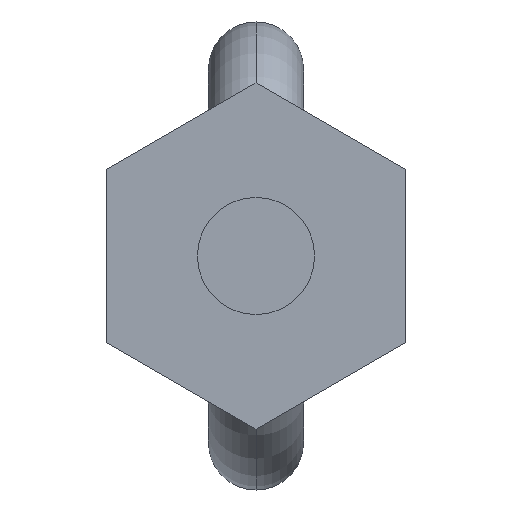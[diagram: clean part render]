
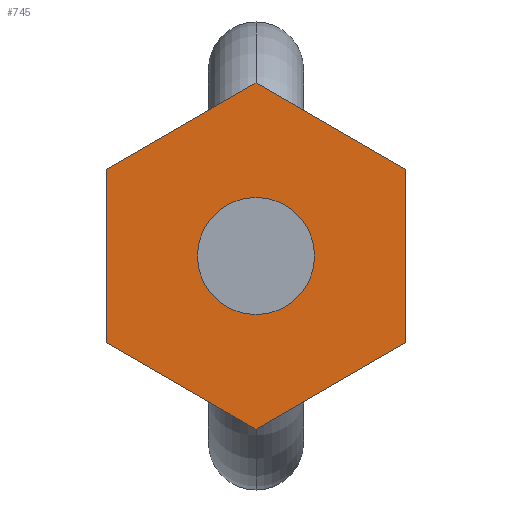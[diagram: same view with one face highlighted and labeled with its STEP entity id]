
A CAD part, front view. The second image highlights one B-rep face of the part: STEP entity #745.
In plain terms, the highlighted planar face has unit normal (0, -1, 0).
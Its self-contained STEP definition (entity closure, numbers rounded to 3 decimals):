
#67=DIRECTION('',(0.866,0.,-0.5));
#68=VECTOR('',#67,23.671);
#69=CARTESIAN_POINT('',(0.,-49.5,23.671));
#70=LINE('',#69,#68);
#71=DIRECTION('',(0.,0.,-1.));
#72=VECTOR('',#71,23.671);
#73=CARTESIAN_POINT('',(20.5,-49.5,11.836));
#74=LINE('',#73,#72);
#75=DIRECTION('',(-0.866,0.,-0.5));
#76=VECTOR('',#75,23.671);
#77=CARTESIAN_POINT('',(20.5,-49.5,-11.836));
#78=LINE('',#77,#76);
#79=DIRECTION('',(-0.866,0.,0.5));
#80=VECTOR('',#79,23.671);
#81=CARTESIAN_POINT('',(0.,-49.5,-23.671));
#82=LINE('',#81,#80);
#83=DIRECTION('',(0.,0.,1.));
#84=VECTOR('',#83,23.671);
#85=CARTESIAN_POINT('',(-20.5,-49.5,-11.836));
#86=LINE('',#85,#84);
#87=DIRECTION('',(0.866,0.,0.5));
#88=VECTOR('',#87,23.671);
#89=CARTESIAN_POINT('',(-20.5,-49.5,11.836));
#90=LINE('',#89,#88);
#91=CARTESIAN_POINT('',(0.,-49.5,0.));
#92=DIRECTION('',(0.,-1.,0.));
#93=DIRECTION('',(1.,0.,0.));
#94=AXIS2_PLACEMENT_3D('',#91,#92,#93);
#96=CARTESIAN_POINT('',(0.,-49.5,0.));
#97=DIRECTION('',(0.,-1.,0.));
#98=DIRECTION('',(-1.,0.,0.));
#99=AXIS2_PLACEMENT_3D('',#96,#97,#98);
#577=CARTESIAN_POINT('',(0.,-49.5,23.671));
#578=CARTESIAN_POINT('',(20.5,-49.5,11.836));
#579=VERTEX_POINT('',#577);
#580=VERTEX_POINT('',#578);
#581=CARTESIAN_POINT('',(20.5,-49.5,-11.836));
#582=VERTEX_POINT('',#581);
#583=CARTESIAN_POINT('',(0.,-49.5,-23.671));
#584=VERTEX_POINT('',#583);
#585=CARTESIAN_POINT('',(-20.5,-49.5,-11.836));
#586=VERTEX_POINT('',#585);
#587=CARTESIAN_POINT('',(-20.5,-49.5,11.836));
#588=VERTEX_POINT('',#587);
#597=CARTESIAN_POINT('',(8.,-49.5,0.));
#598=CARTESIAN_POINT('',(-8.,-49.5,0.));
#599=VERTEX_POINT('',#597);
#600=VERTEX_POINT('',#598);
#726=CARTESIAN_POINT('',(0.,-49.5,0.));
#727=DIRECTION('',(0.,1.,0.));
#728=DIRECTION('',(0.,0.,-1.));
#729=AXIS2_PLACEMENT_3D('',#726,#727,#728);
#730=PLANE('',#729);
#731=ORIENTED_EDGE('',*,*,#650,.T.);
#732=ORIENTED_EDGE('',*,*,#665,.T.);
#733=ORIENTED_EDGE('',*,*,#679,.T.);
#734=ORIENTED_EDGE('',*,*,#693,.T.);
#735=ORIENTED_EDGE('',*,*,#707,.T.);
#736=ORIENTED_EDGE('',*,*,#720,.T.);
#737=EDGE_LOOP('',(#731,#732,#733,#734,#735,#736));
#738=FACE_OUTER_BOUND('',#737,.F.);
#740=ORIENTED_EDGE('',*,*,#739,.T.);
#742=ORIENTED_EDGE('',*,*,#741,.T.);
#743=EDGE_LOOP('',(#740,#742));
#744=FACE_BOUND('',#743,.F.);
#745=ADVANCED_FACE('',(#738,#744),#730,.F.);
#95=CIRCLE('',#94,8.);
#100=CIRCLE('',#99,8.);
#650=EDGE_CURVE('',#579,#580,#70,.T.);
#665=EDGE_CURVE('',#580,#582,#74,.T.);
#679=EDGE_CURVE('',#582,#584,#78,.T.);
#693=EDGE_CURVE('',#584,#586,#82,.T.);
#707=EDGE_CURVE('',#586,#588,#86,.T.);
#720=EDGE_CURVE('',#588,#579,#90,.T.);
#739=EDGE_CURVE('',#599,#600,#95,.T.);
#741=EDGE_CURVE('',#600,#599,#100,.T.);
